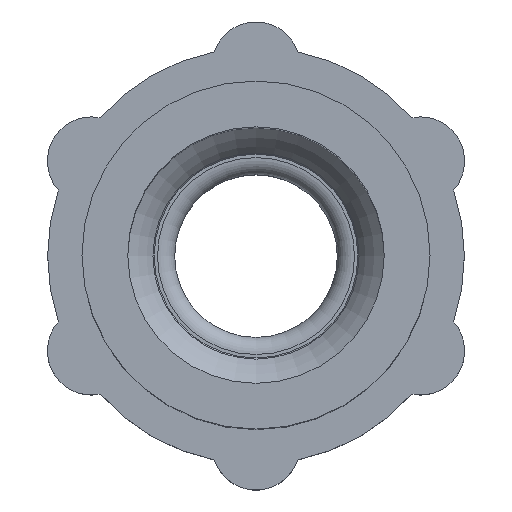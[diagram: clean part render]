
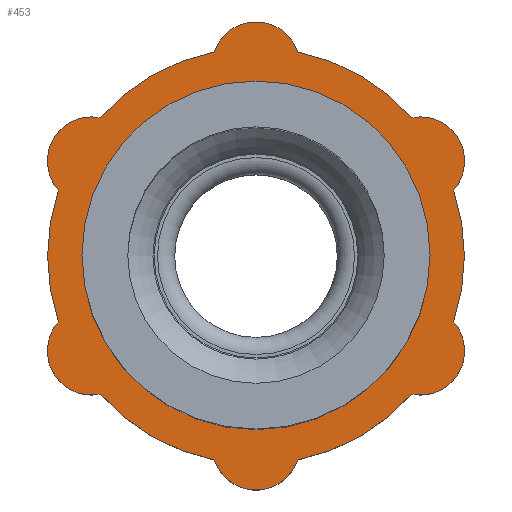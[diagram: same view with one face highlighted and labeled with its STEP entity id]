
A CAD part, top view. The second image highlights one B-rep face of the part: STEP entity #453.
In plain terms, the highlighted planar face has unit normal (0, 0, 1).
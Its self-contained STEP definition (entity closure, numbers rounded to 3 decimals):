
#23=FACE_BOUND('',#77,.T.);
#31=PLANE('',#510);
#44=FACE_OUTER_BOUND('',#76,.T.);
#76=EDGE_LOOP('',(#325,#326,#327,#328,#329,#330,#331,#332,#333,#334,#335,
#336));
#77=EDGE_LOOP('',(#337));
#157=CIRCLE('',#511,1.924);
#158=CIRCLE('',#512,9.1);
#159=CIRCLE('',#513,1.924);
#160=CIRCLE('',#514,9.1);
#161=CIRCLE('',#515,1.924);
#162=CIRCLE('',#516,9.1);
#163=CIRCLE('',#517,1.924);
#164=CIRCLE('',#518,9.1);
#165=CIRCLE('',#519,1.924);
#166=CIRCLE('',#520,9.1);
#167=CIRCLE('',#521,1.924);
#168=CIRCLE('',#522,9.1);
#169=CIRCLE('',#523,7.);
#200=VERTEX_POINT('',#772);
#201=VERTEX_POINT('',#773);
#202=VERTEX_POINT('',#775);
#203=VERTEX_POINT('',#777);
#204=VERTEX_POINT('',#779);
#205=VERTEX_POINT('',#781);
#206=VERTEX_POINT('',#783);
#207=VERTEX_POINT('',#785);
#208=VERTEX_POINT('',#787);
#209=VERTEX_POINT('',#789);
#210=VERTEX_POINT('',#791);
#211=VERTEX_POINT('',#793);
#212=VERTEX_POINT('',#796);
#248=EDGE_CURVE('',#200,#201,#157,.T.);
#249=EDGE_CURVE('',#202,#200,#158,.T.);
#250=EDGE_CURVE('',#203,#202,#159,.T.);
#251=EDGE_CURVE('',#204,#203,#160,.T.);
#252=EDGE_CURVE('',#205,#204,#161,.T.);
#253=EDGE_CURVE('',#206,#205,#162,.T.);
#254=EDGE_CURVE('',#207,#206,#163,.T.);
#255=EDGE_CURVE('',#208,#207,#164,.T.);
#256=EDGE_CURVE('',#209,#208,#165,.T.);
#257=EDGE_CURVE('',#210,#209,#166,.T.);
#258=EDGE_CURVE('',#211,#210,#167,.T.);
#259=EDGE_CURVE('',#201,#211,#168,.T.);
#260=EDGE_CURVE('',#212,#212,#169,.T.);
#325=ORIENTED_EDGE('',*,*,#248,.F.);
#326=ORIENTED_EDGE('',*,*,#249,.F.);
#327=ORIENTED_EDGE('',*,*,#250,.F.);
#328=ORIENTED_EDGE('',*,*,#251,.F.);
#329=ORIENTED_EDGE('',*,*,#252,.F.);
#330=ORIENTED_EDGE('',*,*,#253,.F.);
#331=ORIENTED_EDGE('',*,*,#254,.F.);
#332=ORIENTED_EDGE('',*,*,#255,.F.);
#333=ORIENTED_EDGE('',*,*,#256,.F.);
#334=ORIENTED_EDGE('',*,*,#257,.F.);
#335=ORIENTED_EDGE('',*,*,#258,.F.);
#336=ORIENTED_EDGE('',*,*,#259,.F.);
#337=ORIENTED_EDGE('',*,*,#260,.T.);
#453=ADVANCED_FACE('',(#44,#23),#31,.F.);
#510=AXIS2_PLACEMENT_3D('',#771,#609,#610);
#511=AXIS2_PLACEMENT_3D('',#774,#611,#612);
#512=AXIS2_PLACEMENT_3D('',#776,#613,#614);
#513=AXIS2_PLACEMENT_3D('',#778,#615,#616);
#514=AXIS2_PLACEMENT_3D('',#780,#617,#618);
#515=AXIS2_PLACEMENT_3D('',#782,#619,#620);
#516=AXIS2_PLACEMENT_3D('',#784,#621,#622);
#517=AXIS2_PLACEMENT_3D('',#786,#623,#624);
#518=AXIS2_PLACEMENT_3D('',#788,#625,#626);
#519=AXIS2_PLACEMENT_3D('',#790,#627,#628);
#520=AXIS2_PLACEMENT_3D('',#792,#629,#630);
#521=AXIS2_PLACEMENT_3D('',#794,#631,#632);
#522=AXIS2_PLACEMENT_3D('',#795,#633,#634);
#523=AXIS2_PLACEMENT_3D('',#797,#635,#636);
#609=DIRECTION('center_axis',(0.,0.,-1.));
#610=DIRECTION('ref_axis',(1.,0.,0.));
#611=DIRECTION('center_axis',(0.,0.,-1.));
#612=DIRECTION('ref_axis',(0.751,0.66,0.));
#613=DIRECTION('center_axis',(0.,0.,-1.));
#614=DIRECTION('ref_axis',(1.,0.,0.));
#615=DIRECTION('center_axis',(0.,0.,-1.));
#616=DIRECTION('ref_axis',(-0.197,0.981,0.));
#617=DIRECTION('center_axis',(0.,0.,-1.));
#618=DIRECTION('ref_axis',(1.,0.,0.));
#619=DIRECTION('center_axis',(0.,0.,-1.));
#620=DIRECTION('ref_axis',(-0.947,0.32,0.));
#621=DIRECTION('center_axis',(0.,0.,-1.));
#622=DIRECTION('ref_axis',(1.,0.,0.));
#623=DIRECTION('center_axis',(0.,0.,-1.));
#624=DIRECTION('ref_axis',(-0.751,-0.66,0.));
#625=DIRECTION('center_axis',(0.,0.,-1.));
#626=DIRECTION('ref_axis',(1.,0.,0.));
#627=DIRECTION('center_axis',(0.,0.,-1.));
#628=DIRECTION('ref_axis',(0.197,-0.981,0.));
#629=DIRECTION('center_axis',(0.,0.,-1.));
#630=DIRECTION('ref_axis',(1.,0.,0.));
#631=DIRECTION('center_axis',(0.,0.,-1.));
#632=DIRECTION('ref_axis',(0.947,-0.32,0.));
#633=DIRECTION('center_axis',(0.,0.,-1.));
#634=DIRECTION('ref_axis',(1.,0.,0.));
#635=DIRECTION('center_axis',(0.,0.,-1.));
#636=DIRECTION('ref_axis',(1.,0.,0.));
#771=CARTESIAN_POINT('Origin',(0.,0.,-7.3));
#772=CARTESIAN_POINT('',(8.632,-2.88,-7.3));
#773=CARTESIAN_POINT('',(6.81,-6.036,-7.3));
#774=CARTESIAN_POINT('Origin',(7.188,-4.15,-7.3));
#775=CARTESIAN_POINT('',(8.632,2.88,-7.3));
#776=CARTESIAN_POINT('Origin',(0.,0.,-7.3));
#777=CARTESIAN_POINT('',(6.81,6.036,-7.3));
#778=CARTESIAN_POINT('Origin',(7.188,4.15,-7.3));
#779=CARTESIAN_POINT('',(1.822,8.916,-7.3));
#780=CARTESIAN_POINT('Origin',(0.,0.,-7.3));
#781=CARTESIAN_POINT('',(-1.822,8.916,-7.3));
#782=CARTESIAN_POINT('Origin',(0.,8.3,-7.3));
#783=CARTESIAN_POINT('',(-6.81,6.036,-7.3));
#784=CARTESIAN_POINT('Origin',(0.,0.,-7.3));
#785=CARTESIAN_POINT('',(-8.632,2.88,-7.3));
#786=CARTESIAN_POINT('Origin',(-7.188,4.15,-7.3));
#787=CARTESIAN_POINT('',(-8.632,-2.88,-7.3));
#788=CARTESIAN_POINT('Origin',(0.,0.,-7.3));
#789=CARTESIAN_POINT('',(-6.81,-6.036,-7.3));
#790=CARTESIAN_POINT('Origin',(-7.188,-4.15,-7.3));
#791=CARTESIAN_POINT('',(-1.822,-8.916,-7.3));
#792=CARTESIAN_POINT('Origin',(0.,0.,-7.3));
#793=CARTESIAN_POINT('',(1.822,-8.916,-7.3));
#794=CARTESIAN_POINT('Origin',(0.,-8.3,-7.3));
#795=CARTESIAN_POINT('Origin',(0.,0.,-7.3));
#796=CARTESIAN_POINT('',(-7.,0.,-7.3));
#797=CARTESIAN_POINT('Origin',(0.,0.,-7.3));
